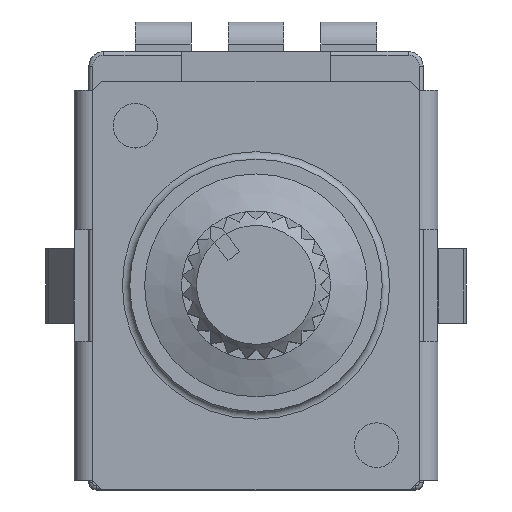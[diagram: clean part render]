
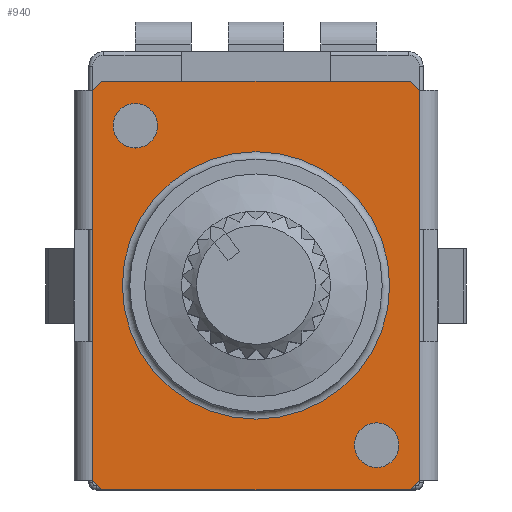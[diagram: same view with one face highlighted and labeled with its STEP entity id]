
A CAD part, top view. The second image highlights one B-rep face of the part: STEP entity #940.
In plain terms, the highlighted planar face has unit normal (0, 0, 1).
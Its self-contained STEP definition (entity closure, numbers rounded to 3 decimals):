
#940=ADVANCED_FACE('',(#4487,#4489,#4491,#4493),#4495,.T.);
#4487=FACE_BOUND('',#4488,.T.);
#4488=EDGE_LOOP('',(#7753,#7754,#7755,#7756,#7757,#7758,#7759,#7760,#7761,#7762,
#7763,#7764));
#4489=FACE_BOUND('',#4490,.T.);
#4490=EDGE_LOOP('',(#7765));
#4491=FACE_BOUND('',#4492,.T.);
#4492=EDGE_LOOP('',(#7766));
#4493=FACE_BOUND('',#4494,.T.);
#4494=EDGE_LOOP('',(#7767));
#4495=PLANE('',#4496);
#4496=AXIS2_PLACEMENT_3D('',#4497,#4498,#4499);
#4497=CARTESIAN_POINT('',(0.,0.,6.8));
#4498=DIRECTION('',(0.,0.,1.));
#4499=DIRECTION('',(1.,0.,0.));
#7753=ORIENTED_EDGE('',*,*,#9476,.T.);
#7754=ORIENTED_EDGE('',*,*,#9477,.T.);
#7755=ORIENTED_EDGE('',*,*,#9478,.T.);
#7756=ORIENTED_EDGE('',*,*,#9479,.T.);
#7757=ORIENTED_EDGE('',*,*,#9480,.T.);
#7758=ORIENTED_EDGE('',*,*,#9481,.T.);
#7759=ORIENTED_EDGE('',*,*,#9482,.T.);
#7760=ORIENTED_EDGE('',*,*,#9483,.T.);
#7761=ORIENTED_EDGE('',*,*,#9484,.T.);
#7762=ORIENTED_EDGE('',*,*,#9485,.T.);
#7763=ORIENTED_EDGE('',*,*,#9486,.T.);
#7764=ORIENTED_EDGE('',*,*,#9487,.T.);
#7765=ORIENTED_EDGE('',*,*,#9488,.T.);
#7766=ORIENTED_EDGE('',*,*,#9489,.T.);
#7767=ORIENTED_EDGE('',*,*,#9490,.F.);
#9476=EDGE_CURVE('',#10604,#10605,#10606,.F.);
#9477=EDGE_CURVE('',#10605,#10607,#10608,.T.);
#9478=EDGE_CURVE('',#10607,#10609,#10610,.T.);
#9479=EDGE_CURVE('',#10609,#10611,#10612,.T.);
#9480=EDGE_CURVE('',#10611,#10613,#10614,.T.);
#9481=EDGE_CURVE('',#10613,#10615,#10616,.T.);
#9482=EDGE_CURVE('',#10615,#10617,#10618,.F.);
#9483=EDGE_CURVE('',#10617,#10619,#10620,.T.);
#9484=EDGE_CURVE('',#10619,#10621,#10622,.T.);
#9485=EDGE_CURVE('',#10621,#10623,#10624,.T.);
#9486=EDGE_CURVE('',#10623,#10625,#10626,.T.);
#9487=EDGE_CURVE('',#10625,#10604,#10627,.T.);
#9488=EDGE_CURVE('',#10628,#10628,#10629,.F.);
#9489=EDGE_CURVE('',#10630,#10630,#10631,.F.);
#9490=EDGE_CURVE('',#10632,#10632,#10633,.T.);
#10604=VERTEX_POINT('',#12706);
#10605=VERTEX_POINT('',#12707);
#10606=LINE('',#12708,#12709);
#10607=VERTEX_POINT('',#12711);
#10608=LINE('',#12712,#12713);
#10609=VERTEX_POINT('',#12715);
#10610=LINE('',#12716,#12717);
#10611=VERTEX_POINT('',#12719);
#10612=LINE('',#12720,#12721);
#10613=VERTEX_POINT('',#12723);
#10614=LINE('',#12724,#12725);
#10615=VERTEX_POINT('',#12727);
#10616=LINE('',#12728,#12729);
#10617=VERTEX_POINT('',#12731);
#10618=LINE('',#12732,#12733);
#10619=VERTEX_POINT('',#12735);
#10620=LINE('',#12736,#12737);
#10621=VERTEX_POINT('',#12739);
#10622=LINE('',#12740,#12741);
#10623=VERTEX_POINT('',#12743);
#10624=LINE('',#12744,#12745);
#10625=VERTEX_POINT('',#12747);
#10626=LINE('',#12748,#12749);
#10627=LINE('',#12751,#12752);
#10628=VERTEX_POINT('',#12754);
#10629=CIRCLE('',#12755,0.6);
#10630=VERTEX_POINT('',#12759);
#10631=CIRCLE('',#12760,0.6);
#10632=VERTEX_POINT('',#12764);
#10633=CIRCLE('',#12765,3.6);
#12706=CARTESIAN_POINT('',(4.4,-1.5,6.8));
#12707=CARTESIAN_POINT('',(4.4,1.5,6.8));
#12708=CARTESIAN_POINT('',(4.4,1.5,6.8));
#12709=VECTOR('',#12710,1.);
#12710=DIRECTION('',(0.,-1.,0.));
#12711=CARTESIAN_POINT('',(4.4,5.25,6.8));
#12712=CARTESIAN_POINT('',(4.4,1.5,6.8));
#12713=VECTOR('',#12714,1.);
#12714=DIRECTION('',(0.,1.,0.));
#12715=CARTESIAN_POINT('',(4.15,5.5,6.8));
#12716=CARTESIAN_POINT('',(4.4,5.25,6.8));
#12717=VECTOR('',#12718,1.);
#12718=DIRECTION('',(-0.707,0.707,0.));
#12719=CARTESIAN_POINT('',(-4.15,5.5,6.8));
#12720=CARTESIAN_POINT('',(4.15,5.5,6.8));
#12721=VECTOR('',#12722,1.);
#12722=DIRECTION('',(-1.,0.,0.));
#12723=CARTESIAN_POINT('',(-4.4,5.25,6.8));
#12724=CARTESIAN_POINT('',(-4.15,5.5,6.8));
#12725=VECTOR('',#12726,1.);
#12726=DIRECTION('',(-0.707,-0.707,0.));
#12727=CARTESIAN_POINT('',(-4.4,1.5,6.8));
#12728=CARTESIAN_POINT('',(-4.4,5.25,6.8));
#12729=VECTOR('',#12730,1.);
#12730=DIRECTION('',(0.,-1.,0.));
#12731=CARTESIAN_POINT('',(-4.4,-1.5,6.8));
#12732=CARTESIAN_POINT('',(-4.4,-1.5,6.8));
#12733=VECTOR('',#12734,1.);
#12734=DIRECTION('',(0.,1.,0.));
#12735=CARTESIAN_POINT('',(-4.4,-5.25,6.8));
#12736=CARTESIAN_POINT('',(-4.4,-1.5,6.8));
#12737=VECTOR('',#12738,1.);
#12738=DIRECTION('',(0.,-1.,0.));
#12739=CARTESIAN_POINT('',(-4.15,-5.5,6.8));
#12740=CARTESIAN_POINT('',(-4.4,-5.25,6.8));
#12741=VECTOR('',#12742,1.);
#12742=DIRECTION('',(0.707,-0.707,0.));
#12743=CARTESIAN_POINT('',(4.15,-5.5,6.8));
#12744=CARTESIAN_POINT('',(-4.15,-5.5,6.8));
#12745=VECTOR('',#12746,1.);
#12746=DIRECTION('',(1.,0.,0.));
#12747=CARTESIAN_POINT('',(4.4,-5.25,6.8));
#12748=CARTESIAN_POINT('',(4.15,-5.5,6.8));
#12749=VECTOR('',#12750,1.);
#12750=DIRECTION('',(0.707,0.707,0.));
#12751=CARTESIAN_POINT('',(4.4,-5.25,6.8));
#12752=VECTOR('',#12753,1.);
#12753=DIRECTION('',(0.,1.,0.));
#12754=CARTESIAN_POINT('',(-2.65,4.3,6.8));
#12755=AXIS2_PLACEMENT_3D('',#12756,#12757,#12758);
#12756=CARTESIAN_POINT('',(-3.25,4.3,6.8));
#12757=DIRECTION('',(0.,0.,1.));
#12758=DIRECTION('',(1.,0.,0.));
#12759=CARTESIAN_POINT('',(3.85,-4.3,6.8));
#12760=AXIS2_PLACEMENT_3D('',#12761,#12762,#12763);
#12761=CARTESIAN_POINT('',(3.25,-4.3,6.8));
#12762=DIRECTION('',(0.,0.,1.));
#12763=DIRECTION('',(1.,0.,0.));
#12764=CARTESIAN_POINT('',(3.6,0.,6.8));
#12765=AXIS2_PLACEMENT_3D('',#12766,#12767,#12768);
#12766=CARTESIAN_POINT('',(0.,0.,6.8));
#12767=DIRECTION('',(0.,0.,1.));
#12768=DIRECTION('',(1.,0.,0.));
